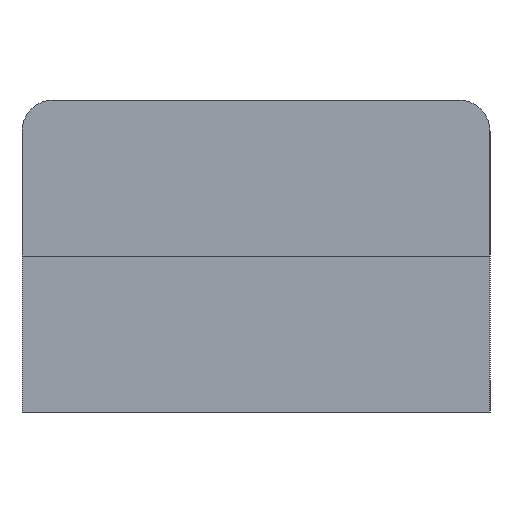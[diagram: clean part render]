
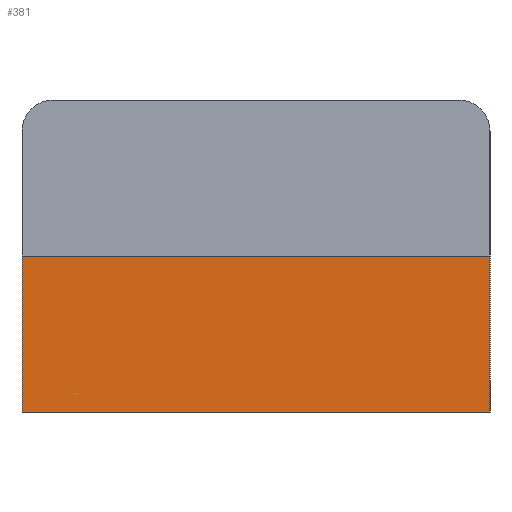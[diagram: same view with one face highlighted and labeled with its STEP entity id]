
A CAD part, left-side view. The second image highlights one B-rep face of the part: STEP entity #381.
In plain terms, the highlighted planar face has unit normal (-1, 0, 0).
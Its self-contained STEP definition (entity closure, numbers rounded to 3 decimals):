
#58 = VERTEX_POINT('',#59);
#59 = CARTESIAN_POINT('',(-5.1,-0.75,-0.5));
#65 = EDGE_CURVE('',#58,#66,#68,.T.);
#66 = VERTEX_POINT('',#67);
#67 = CARTESIAN_POINT('',(-5.1,-0.75,-1.));
#68 = LINE('',#69,#70);
#69 = CARTESIAN_POINT('',(-5.1,-0.75,0.));
#70 = VECTOR('',#71,1.);
#71 = DIRECTION('',(-0.,-0.,-1.));
#362 = VERTEX_POINT('',#363);
#363 = CARTESIAN_POINT('',(-5.1,0.75,-1.));
#369 = EDGE_CURVE('',#362,#66,#370,.T.);
#370 = LINE('',#371,#372);
#371 = CARTESIAN_POINT('',(-5.1,0.75,-1.));
#372 = VECTOR('',#373,1.);
#373 = DIRECTION('',(0.,-1.,0.));
#381 = ADVANCED_FACE('',(#382),#400,.T.);
#382 = FACE_BOUND('',#383,.T.);
#383 = EDGE_LOOP('',(#384,#392,#398,#399));
#384 = ORIENTED_EDGE('',*,*,#385,.T.);
#385 = EDGE_CURVE('',#58,#386,#388,.T.);
#386 = VERTEX_POINT('',#387);
#387 = CARTESIAN_POINT('',(-5.1,0.75,-0.5));
#388 = LINE('',#389,#390);
#389 = CARTESIAN_POINT('',(-5.1,0.375,-0.5));
#390 = VECTOR('',#391,1.);
#391 = DIRECTION('',(0.,1.,0.));
#392 = ORIENTED_EDGE('',*,*,#393,.T.);
#393 = EDGE_CURVE('',#386,#362,#394,.T.);
#394 = LINE('',#395,#396);
#395 = CARTESIAN_POINT('',(-5.1,0.75,0.));
#396 = VECTOR('',#397,1.);
#397 = DIRECTION('',(-0.,-0.,-1.));
#398 = ORIENTED_EDGE('',*,*,#369,.T.);
#399 = ORIENTED_EDGE('',*,*,#65,.F.);
#400 = PLANE('',#401);
#401 = AXIS2_PLACEMENT_3D('',#402,#403,#404);
#402 = CARTESIAN_POINT('',(-5.1,0.75,0.));
#403 = DIRECTION('',(-1.,0.,0.));
#404 = DIRECTION('',(0.,-1.,0.));
